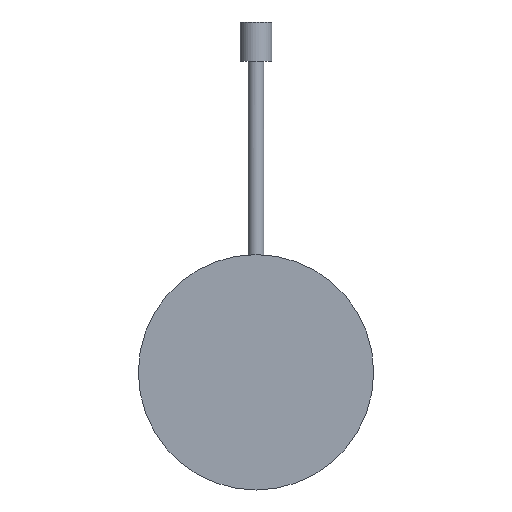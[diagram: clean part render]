
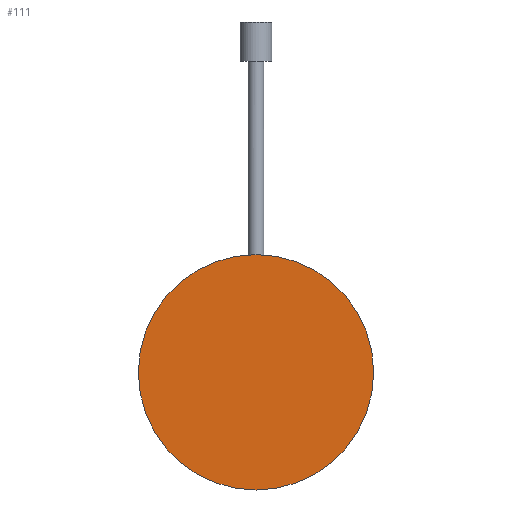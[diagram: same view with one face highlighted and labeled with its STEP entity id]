
A CAD part, front view. The second image highlights one B-rep face of the part: STEP entity #111.
In plain terms, the highlighted planar face has unit normal (0, -1, 0).
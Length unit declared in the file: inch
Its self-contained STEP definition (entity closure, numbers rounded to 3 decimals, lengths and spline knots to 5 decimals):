
#11 = VERTEX_POINT ( 'NONE', #252 ) ;
#34 = EDGE_CURVE ( 'NONE', #47, #11, #469, .T. ) ;
#47 = VERTEX_POINT ( 'NONE', #407 ) ;
#106 = ORIENTED_EDGE ( 'NONE', *, *, #34, .F. ) ;
#108 = EDGE_CURVE ( 'NONE', #11, #47, #523, .T. ) ;
#110 = ORIENTED_EDGE ( 'NONE', *, *, #108, .F. ) ;
#111 = ADVANCED_FACE ( 'NONE', ( #548 ), #524, .F. ) ;
#114 = EDGE_LOOP ( 'NONE', ( #110, #106 ) ) ;
#252 = CARTESIAN_POINT ( 'NONE',  ( 0., 0., -1.5 ) ) ;
#407 = CARTESIAN_POINT ( 'NONE',  ( 0., 0., 1.5 ) ) ;
#464 = DIRECTION ( 'NONE',  ( 0., 0., 1. ) ) ;
#465 = DIRECTION ( 'NONE',  ( 0., 1., 0. ) ) ;
#466 = CARTESIAN_POINT ( 'NONE',  ( 0., 0., 0. ) ) ;
#467 = AXIS2_PLACEMENT_3D ( 'NONE', #466, #465, #464 ) ;
#469 = CIRCLE ( 'NONE', #467, 1.5 ) ;
#520 = CARTESIAN_POINT ( 'NONE',  ( 0., 0., 0. ) ) ;
#523 = CIRCLE ( 'NONE', #530, 1.5 ) ;
#524 = PLANE ( 'NONE',  #532 ) ;
#525 = DIRECTION ( 'NONE',  ( 0., 0., 1. ) ) ;
#526 = CARTESIAN_POINT ( 'NONE',  ( 0., 0., 0. ) ) ;
#530 = AXIS2_PLACEMENT_3D ( 'NONE', #526, #533, #525 ) ;
#531 = DIRECTION ( 'NONE',  ( 0., 1., 0. ) ) ;
#532 = AXIS2_PLACEMENT_3D ( 'NONE', #520, #531, #549 ) ;
#533 = DIRECTION ( 'NONE',  ( 0., 1., 0. ) ) ;
#548 = FACE_OUTER_BOUND ( 'NONE', #114, .T. ) ;
#549 = DIRECTION ( 'NONE',  ( 0., 0., 1. ) ) ;
